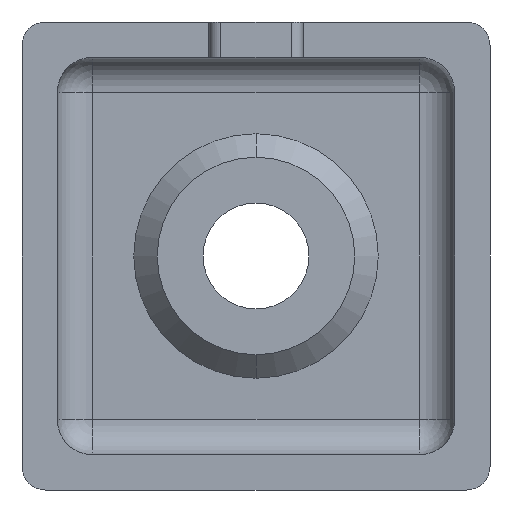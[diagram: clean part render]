
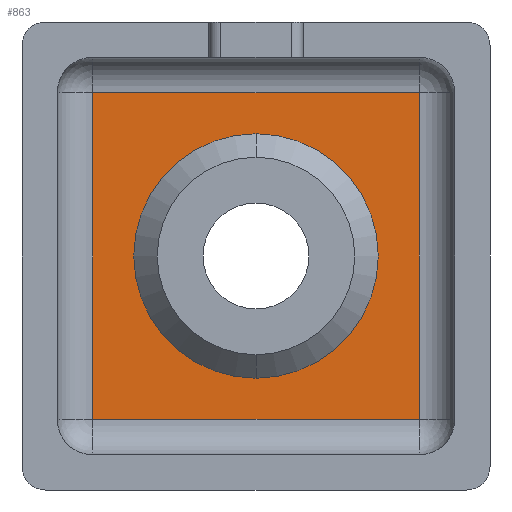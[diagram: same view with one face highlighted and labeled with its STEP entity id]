
A CAD part, front view. The second image highlights one B-rep face of the part: STEP entity #863.
In plain terms, the highlighted planar face has unit normal (0, -1, 0).
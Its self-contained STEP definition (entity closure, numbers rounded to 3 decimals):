
#1 = VECTOR ( 'NONE', #893, 1000. ) ;
#20 = AXIS2_PLACEMENT_3D ( 'NONE', #1409, #505, #590 ) ;
#111 = CARTESIAN_POINT ( 'NONE',  ( -13.9, 3., 0. ) ) ;
#147 = ORIENTED_EDGE ( 'NONE', *, *, #246, .T. ) ;
#150 = CARTESIAN_POINT ( 'NONE',  ( 0., 3., 0. ) ) ;
#170 = DIRECTION ( 'NONE',  ( -1., 0., 0. ) ) ;
#188 = CARTESIAN_POINT ( 'NONE',  ( 0., 3., 13.9 ) ) ;
#238 = VERTEX_POINT ( 'NONE', #554 ) ;
#246 = EDGE_CURVE ( 'NONE', #511, #427, #328, .T. ) ;
#306 = CARTESIAN_POINT ( 'NONE',  ( 0., 3., 10.395 ) ) ;
#308 = DIRECTION ( 'NONE',  ( 0., 0., -1. ) ) ;
#325 = DIRECTION ( 'NONE',  ( 0., -1., 0. ) ) ;
#328 = LINE ( 'NONE', #111, #1030 ) ;
#330 = FACE_BOUND ( 'NONE', #963, .T. ) ;
#360 = AXIS2_PLACEMENT_3D ( 'NONE', #150, #1041, #901 ) ;
#379 = CIRCLE ( 'NONE', #20, 10.395 ) ;
#406 = LINE ( 'NONE', #188, #971 ) ;
#407 = ORIENTED_EDGE ( 'NONE', *, *, #1212, .T. ) ;
#412 = VERTEX_POINT ( 'NONE', #1179 ) ;
#416 = EDGE_CURVE ( 'NONE', #433, #511, #406, .T. ) ;
#427 = VERTEX_POINT ( 'NONE', #608 ) ;
#433 = VERTEX_POINT ( 'NONE', #943 ) ;
#505 = DIRECTION ( 'NONE',  ( 0., 1., 0. ) ) ;
#511 = VERTEX_POINT ( 'NONE', #896 ) ;
#550 = PLANE ( 'NONE',  #821 ) ;
#554 = CARTESIAN_POINT ( 'NONE',  ( 0., 3., -10.395 ) ) ;
#590 = DIRECTION ( 'NONE',  ( 0., 0., -1. ) ) ;
#608 = CARTESIAN_POINT ( 'NONE',  ( -13.9, 3., -13.9 ) ) ;
#710 = DIRECTION ( 'NONE',  ( 0., 0., 1. ) ) ;
#713 = VERTEX_POINT ( 'NONE', #306 ) ;
#741 = ORIENTED_EDGE ( 'NONE', *, *, #416, .T. ) ;
#763 = DIRECTION ( 'NONE',  ( 0., 0., -1. ) ) ;
#821 = AXIS2_PLACEMENT_3D ( 'NONE', #1320, #325, #308 ) ;
#826 = CARTESIAN_POINT ( 'NONE',  ( 13.9, 3., 0. ) ) ;
#828 = ORIENTED_EDGE ( 'NONE', *, *, #1340, .T. ) ;
#863 = ADVANCED_FACE ( 'NONE', ( #330, #1431 ), #550, .T. ) ;
#872 = ORIENTED_EDGE ( 'NONE', *, *, #1374, .T. ) ;
#887 = LINE ( 'NONE', #992, #1 ) ;
#893 = DIRECTION ( 'NONE',  ( 1., 0., 0. ) ) ;
#896 = CARTESIAN_POINT ( 'NONE',  ( -13.9, 3., 13.9 ) ) ;
#901 = DIRECTION ( 'NONE',  ( 0., 0., -1. ) ) ;
#937 = VECTOR ( 'NONE', #710, 1000. ) ;
#941 = LINE ( 'NONE', #826, #937 ) ;
#943 = CARTESIAN_POINT ( 'NONE',  ( 13.9, 3., 13.9 ) ) ;
#962 = EDGE_CURVE ( 'NONE', #713, #238, #1001, .T. ) ;
#963 = EDGE_LOOP ( 'NONE', ( #1326, #828 ) ) ;
#971 = VECTOR ( 'NONE', #170, 1000. ) ;
#992 = CARTESIAN_POINT ( 'NONE',  ( 0., 3., -13.9 ) ) ;
#1001 = CIRCLE ( 'NONE', #360, 10.395 ) ;
#1030 = VECTOR ( 'NONE', #763, 1000. ) ;
#1041 = DIRECTION ( 'NONE',  ( 0., 1., 0. ) ) ;
#1179 = CARTESIAN_POINT ( 'NONE',  ( 13.9, 3., -13.9 ) ) ;
#1199 = EDGE_LOOP ( 'NONE', ( #147, #407, #872, #741 ) ) ;
#1212 = EDGE_CURVE ( 'NONE', #427, #412, #887, .T. ) ;
#1320 = CARTESIAN_POINT ( 'NONE',  ( 0., 3., 0. ) ) ;
#1326 = ORIENTED_EDGE ( 'NONE', *, *, #962, .T. ) ;
#1340 = EDGE_CURVE ( 'NONE', #238, #713, #379, .T. ) ;
#1374 = EDGE_CURVE ( 'NONE', #412, #433, #941, .T. ) ;
#1409 = CARTESIAN_POINT ( 'NONE',  ( 0., 3., 0. ) ) ;
#1431 = FACE_OUTER_BOUND ( 'NONE', #1199, .T. ) ;
